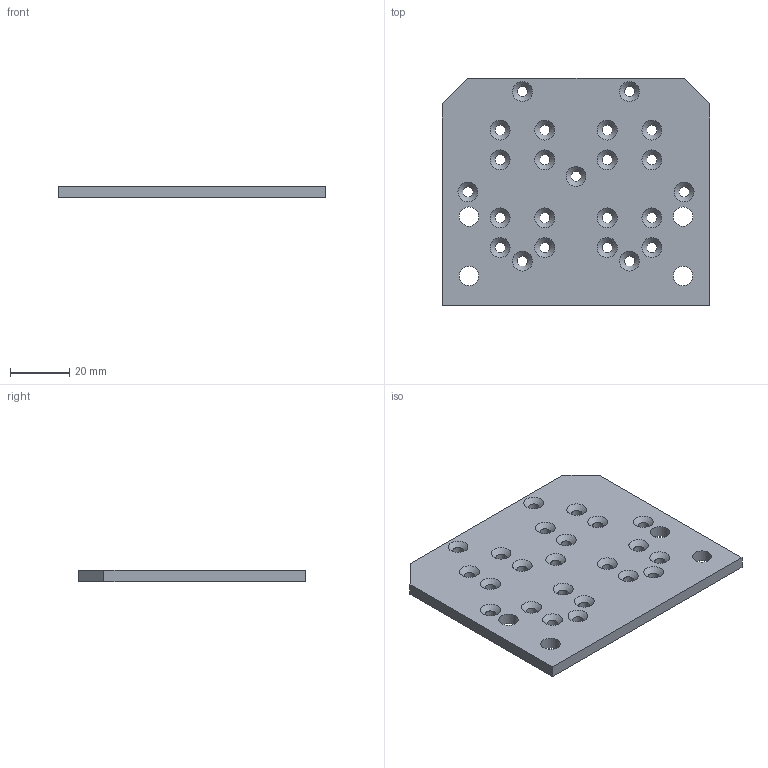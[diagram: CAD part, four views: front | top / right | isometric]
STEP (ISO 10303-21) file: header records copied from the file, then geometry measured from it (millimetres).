
FILE_DESCRIPTION(/* description */ ('','CAx-IF Rec.Pracs.---Representation and Presentation of Product Manufacturing Information (PMI)---4.0---2014-10-13'),/* implementation_level */ '2;1');
FILE_NAME(/* name */ 'Spindle mount plate.step',/* time_stamp */ '2024-11-20T18:09:47+01:00',/* author */ (''),/* organization */ (''),/* preprocessor_version */ 'ST-DEVELOPER v20',/* originating_system */ 'Autodesk Translation Framework v13.20.0.188',/* authorisation */ '');
FILE_SCHEMA (('AP242_MANAGED_MODEL_BASED_3D_ENGINEERING_MIM_LF { 1 0 10303 442 1 1 4 }'));
Length unit declared in the file: millimetre
Products named in the file (1): Spindle mount plate
Bounding box: 90 x 76.5 x 4 mm (x, y, z)
Volume: 25402.3 mm3; surface area: 15381.7 mm2
Topology: 1 solids, 1 shells, 58 faces, 145 edges, 89 vertices
Faces by surface type: cylinder 27, cone 23, plane 8
Full cylindrical faces by diameter (mm): 3.5 x23, 6.5 x4
Entity records: 1883 total; most frequent: DIRECTION 340, CARTESIAN_POINT 293, ORIENTED_EDGE 290, EDGE_CURVE 145, AXIS2_PLACEMENT_3D 136, EDGE_LOOP 112, VERTEX_POINT 89, CIRCLE 77
